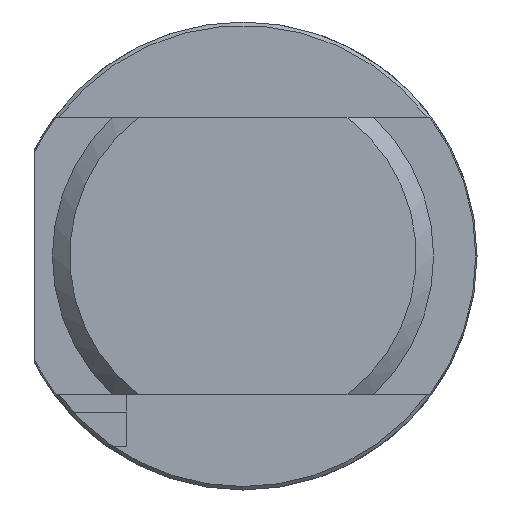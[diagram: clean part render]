
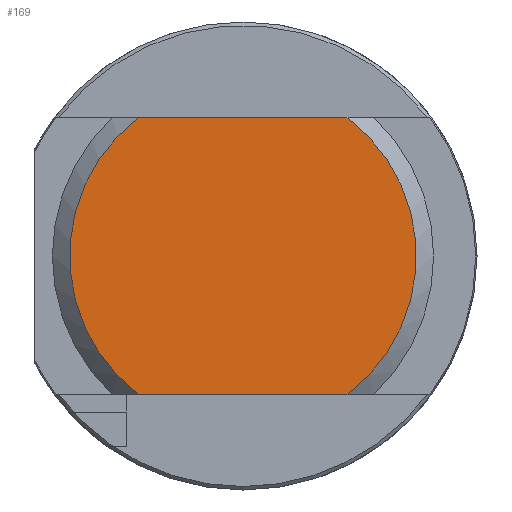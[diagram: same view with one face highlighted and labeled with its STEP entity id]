
A CAD part, left-side view. The second image highlights one B-rep face of the part: STEP entity #169.
In plain terms, the highlighted planar face has unit normal (-1, 0, 0).
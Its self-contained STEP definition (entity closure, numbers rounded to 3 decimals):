
#169 = ADVANCED_FACE ( 'NONE', ( #2841 ), #1093, .F. ) ;
#526 = ORIENTED_EDGE ( 'NONE', *, *, #2439, .F. ) ;
#530 = ORIENTED_EDGE ( 'NONE', *, *, #2424, .T. ) ;
#538 = ORIENTED_EDGE ( 'NONE', *, *, #2443, .F. ) ;
#540 = ORIENTED_EDGE ( 'NONE', *, *, #2105, .T. ) ;
#606 = EDGE_LOOP ( 'NONE', ( #530, #538, #540, #526 ) ) ;
#1092 = CARTESIAN_POINT ( 'NONE',  ( 0., 0., 0. ) ) ;
#1093 = PLANE ( 'NONE',  #2540 ) ;
#1095 = DIRECTION ( 'NONE',  ( 1., 0., 0. ) ) ;
#1096 = DIRECTION ( 'NONE',  ( 0., 0., -1. ) ) ;
#1483 = CARTESIAN_POINT ( 'NONE',  ( 0., 0., 0. ) ) ;
#1494 = DIRECTION ( 'NONE',  ( -1., 0., 0. ) ) ;
#1495 = DIRECTION ( 'NONE',  ( 0., 0., -1. ) ) ;
#2105 = EDGE_CURVE ( 'NONE', #4839, #4782, #3044, .T. ) ;
#2424 = EDGE_CURVE ( 'NONE', #4832, #4902, #3458, .T. ) ;
#2439 = EDGE_CURVE ( 'NONE', #4832, #4782, #3479, .T. ) ;
#2443 = EDGE_CURVE ( 'NONE', #4839, #4902, #3484, .T. ) ;
#2540 = AXIS2_PLACEMENT_3D ( 'NONE', #1092, #1095, #1096 ) ;
#2630 = AXIS2_PLACEMENT_3D ( 'NONE', #1483, #1494, #1495 ) ;
#2790 = AXIS2_PLACEMENT_3D ( 'NONE', #3938, #3945, #3946 ) ;
#2841 = FACE_OUTER_BOUND ( 'NONE', #606, .T. ) ;
#3044 = CIRCLE ( 'NONE', #2630, 10. ) ;
#3458 = CIRCLE ( 'NONE', #2790, 10. ) ;
#3479 = LINE ( 'NONE', #3980, #3480 ) ;
#3480 = VECTOR ( 'NONE', #3981, 1000. ) ;
#3484 = LINE ( 'NONE', #3990, #3485 ) ;
#3485 = VECTOR ( 'NONE', #3991, 1000. ) ;
#3938 = CARTESIAN_POINT ( 'NONE',  ( 0., 0., 0. ) ) ;
#3945 = DIRECTION ( 'NONE',  ( -1., 0., 0. ) ) ;
#3946 = DIRECTION ( 'NONE',  ( 0., 0., -1. ) ) ;
#3980 = CARTESIAN_POINT ( 'NONE',  ( 0., 12.75, 8. ) ) ;
#3981 = DIRECTION ( 'NONE',  ( 0., -1., 0. ) ) ;
#3990 = CARTESIAN_POINT ( 'NONE',  ( 0., 12.75, -8. ) ) ;
#3991 = DIRECTION ( 'NONE',  ( 0., 1., 0. ) ) ;
#4022 = CARTESIAN_POINT ( 'NONE',  ( 0., -6., 8. ) ) ;
#4072 = CARTESIAN_POINT ( 'NONE',  ( 0., 6., 8. ) ) ;
#4079 = CARTESIAN_POINT ( 'NONE',  ( 0., -6., -8. ) ) ;
#4142 = CARTESIAN_POINT ( 'NONE',  ( 0., 6., -8. ) ) ;
#4782 = VERTEX_POINT ( 'NONE', #4022 ) ;
#4832 = VERTEX_POINT ( 'NONE', #4072 ) ;
#4839 = VERTEX_POINT ( 'NONE', #4079 ) ;
#4902 = VERTEX_POINT ( 'NONE', #4142 ) ;
